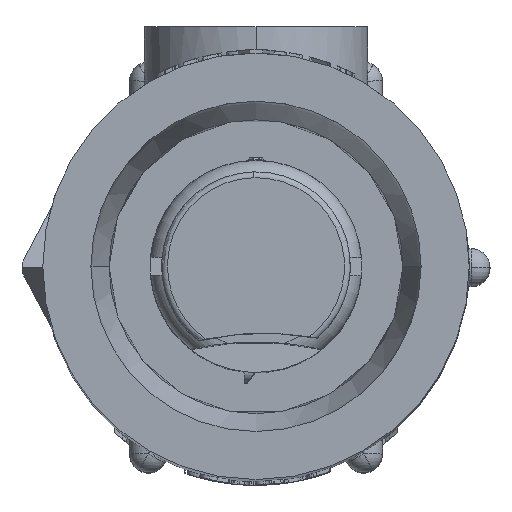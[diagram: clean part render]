
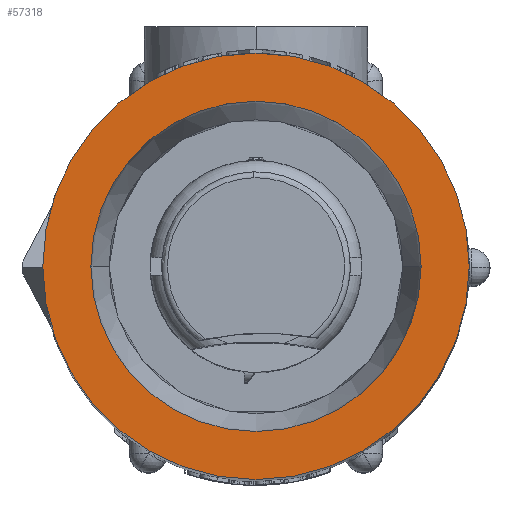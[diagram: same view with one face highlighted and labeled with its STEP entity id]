
A CAD part, top view. The second image highlights one B-rep face of the part: STEP entity #57318.
In plain terms, the highlighted planar face has unit normal (0, 0, 1).
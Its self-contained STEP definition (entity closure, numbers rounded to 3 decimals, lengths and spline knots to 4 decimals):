
#1020 = DIRECTION ( 'NONE',  ( 1., 0., 0. ) ) ;
#2157 = EDGE_CURVE ( 'NONE', #6608, #70495, #39574, .T. ) ;
#3002 = DIRECTION ( 'NONE',  ( 0., -1., 0. ) ) ;
#3179 = AXIS2_PLACEMENT_3D ( 'NONE', #33315, #63918, #7967 ) ;
#4322 = AXIS2_PLACEMENT_3D ( 'NONE', #6727, #67975, #1020 ) ;
#4864 = CIRCLE ( 'NONE', #30966, 0.875 ) ;
#4891 = VERTEX_POINT ( 'NONE', #40859 ) ;
#5151 = EDGE_LOOP ( 'NONE', ( #20448, #60487 ) ) ;
#5694 = CARTESIAN_POINT ( 'NONE',  ( 3.4124, 2.7965, 9.0647 ) ) ;
#6608 = VERTEX_POINT ( 'NONE', #5694 ) ;
#6727 = CARTESIAN_POINT ( 'NONE',  ( 3.4124, 3.9265, 9.0647 ) ) ;
#7967 = DIRECTION ( 'NONE',  ( 0., -1., 0. ) ) ;
#8368 = PLANE ( 'NONE',  #3179 ) ;
#10134 = DIRECTION ( 'NONE',  ( 1., 0., 0. ) ) ;
#10534 = DIRECTION ( 'NONE',  ( 0., 0., 1. ) ) ;
#14646 = CARTESIAN_POINT ( 'NONE',  ( 3.4124, 3.9265, 9.0647 ) ) ;
#20448 = ORIENTED_EDGE ( 'NONE', *, *, #2157, .T. ) ;
#22606 = CARTESIAN_POINT ( 'NONE',  ( 3.4124, 3.9265, 9.0647 ) ) ;
#24899 = EDGE_CURVE ( 'NONE', #36227, #4891, #4864, .T. ) ;
#26699 = ORIENTED_EDGE ( 'NONE', *, *, #24899, .F. ) ;
#30966 = AXIS2_PLACEMENT_3D ( 'NONE', #22606, #47497, #3002 ) ;
#30987 = FACE_BOUND ( 'NONE', #60560, .T. ) ;
#33315 = CARTESIAN_POINT ( 'NONE',  ( 3.4124, 3.9265, 9.0647 ) ) ;
#36227 = VERTEX_POINT ( 'NONE', #65402 ) ;
#38289 = EDGE_CURVE ( 'NONE', #70495, #6608, #47324, .T. ) ;
#39574 = CIRCLE ( 'NONE', #4322, 1.13 ) ;
#40859 = CARTESIAN_POINT ( 'NONE',  ( 2.5374, 3.9265, 9.0647 ) ) ;
#40890 = CARTESIAN_POINT ( 'NONE',  ( 3.4124, 5.0565, 9.0647 ) ) ;
#41184 = CARTESIAN_POINT ( 'NONE',  ( 3.4124, 3.9265, 9.0647 ) ) ;
#42121 = AXIS2_PLACEMENT_3D ( 'NONE', #41184, #10534, #10134 ) ;
#47324 = CIRCLE ( 'NONE', #42121, 1.13 ) ;
#47497 = DIRECTION ( 'NONE',  ( 0., 0., 1. ) ) ;
#49080 = ORIENTED_EDGE ( 'NONE', *, *, #76472, .F. ) ;
#54141 = CIRCLE ( 'NONE', #68518, 0.875 ) ;
#57318 = ADVANCED_FACE ( 'NONE', ( #30987, #61576 ), #8368, .T. ) ;
#60487 = ORIENTED_EDGE ( 'NONE', *, *, #38289, .T. ) ;
#60560 = EDGE_LOOP ( 'NONE', ( #49080, #26699 ) ) ;
#61576 = FACE_OUTER_BOUND ( 'NONE', #5151, .T. ) ;
#63918 = DIRECTION ( 'NONE',  ( 0., 0., 1. ) ) ;
#64460 = DIRECTION ( 'NONE',  ( 0., 0., 1. ) ) ;
#65402 = CARTESIAN_POINT ( 'NONE',  ( 4.2874, 3.9265, 9.0647 ) ) ;
#67975 = DIRECTION ( 'NONE',  ( 0., 0., 1. ) ) ;
#68518 = AXIS2_PLACEMENT_3D ( 'NONE', #14646, #64460, #71392 ) ;
#70495 = VERTEX_POINT ( 'NONE', #40890 ) ;
#71392 = DIRECTION ( 'NONE',  ( 0., -1., 0. ) ) ;
#76472 = EDGE_CURVE ( 'NONE', #4891, #36227, #54141, .T. ) ;
